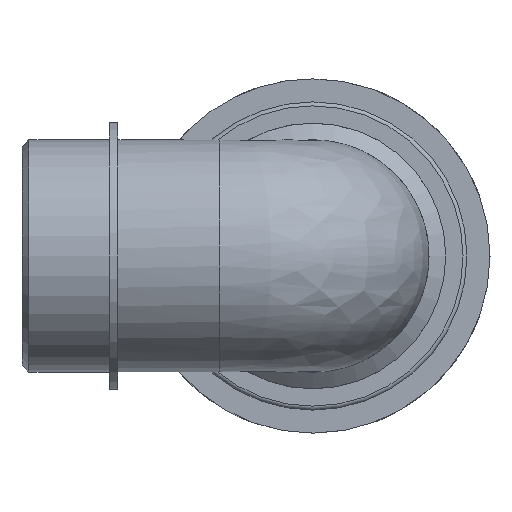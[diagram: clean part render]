
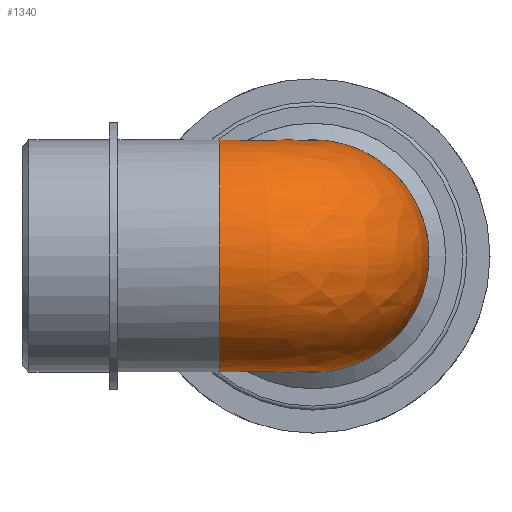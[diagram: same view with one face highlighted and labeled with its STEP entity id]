
A CAD part, left-side view. The second image highlights one B-rep face of the part: STEP entity #1340.
In plain terms, the highlighted free-form (B-spline) face has degree [2, 2] with [9, 3] control points.
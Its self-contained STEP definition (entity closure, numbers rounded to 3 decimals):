
#24=(
BOUNDED_SURFACE()
B_SPLINE_SURFACE(2,2,((#2199,#2200,#2201),(#2202,#2203,#2204),(#2205,#2206,
#2207),(#2208,#2209,#2210),(#2211,#2212,#2213),(#2214,#2215,#2216),(#2217,
#2218,#2219),(#2220,#2221,#2222),(#2223,#2224,#2225)),.UNSPECIFIED.,.F.,
 .F.,.F.)
B_SPLINE_SURFACE_WITH_KNOTS((3,2,2,2,3),(3,3),(-2.498,-1.249,
0.,1.249,2.498),(-3.142,-1.571),
 .UNSPECIFIED.)
GEOMETRIC_REPRESENTATION_ITEM()
RATIONAL_B_SPLINE_SURFACE(((1.,0.707,1.),(0.811,
0.574,0.811),(1.,0.707,1.),(0.811,
0.574,0.811),(1.,0.707,1.),(0.811,
0.574,0.811),(1.,0.707,1.),(0.811,
0.574,0.811),(1.,0.707,1.)))
REPRESENTATION_ITEM('')
SURFACE()
);
#135=FACE_OUTER_BOUND('',#222,.T.);
#222=EDGE_LOOP('',(#1026,#1027));
#330=CIRCLE('',#1450,43.942);
#333=CIRCLE('',#1455,43.942);
#649=VERTEX_POINT('',#2189);
#650=VERTEX_POINT('',#2191);
#804=EDGE_CURVE('',#649,#650,#330,.T.);
#808=EDGE_CURVE('',#649,#650,#333,.T.);
#1026=ORIENTED_EDGE('',*,*,#808,.T.);
#1027=ORIENTED_EDGE('',*,*,#804,.F.);
#1340=ADVANCED_FACE('',(#135),#24,.F.);
#1450=AXIS2_PLACEMENT_3D('',#2192,#1731,#1732);
#1455=AXIS2_PLACEMENT_3D('',#2226,#1741,#1742);
#1731=DIRECTION('center_axis',(1.,0.,0.));
#1732=DIRECTION('ref_axis',(0.,-1.,0.));
#1741=DIRECTION('center_axis',(0.,-1.,0.));
#1742=DIRECTION('ref_axis',(-1.,0.,0.));
#2189=CARTESIAN_POINT('',(35.154,35.154,26.365));
#2191=CARTESIAN_POINT('',(35.154,35.154,-26.365));
#2192=CARTESIAN_POINT('Origin',(35.154,0.,0.));
#2199=CARTESIAN_POINT('Ctrl Pts',(35.154,35.154,-26.365));
#2200=CARTESIAN_POINT('Ctrl Pts',(35.154,35.154,-26.365));
#2201=CARTESIAN_POINT('Ctrl Pts',(35.154,35.154,-26.365));
#2202=CARTESIAN_POINT('Ctrl Pts',(16.151,35.154,-51.702));
#2203=CARTESIAN_POINT('Ctrl Pts',(16.151,16.151,-51.702));
#2204=CARTESIAN_POINT('Ctrl Pts',(35.154,16.151,-51.702));
#2205=CARTESIAN_POINT('Ctrl Pts',(-13.896,35.154,-41.687));
#2206=CARTESIAN_POINT('Ctrl Pts',(-13.896,-13.896,-41.687));
#2207=CARTESIAN_POINT('Ctrl Pts',(35.154,-13.896,-41.687));
#2208=CARTESIAN_POINT('Ctrl Pts',(-43.942,35.154,-31.672));
#2209=CARTESIAN_POINT('Ctrl Pts',(-43.942,-43.942,-31.672));
#2210=CARTESIAN_POINT('Ctrl Pts',(35.154,-43.942,-31.672));
#2211=CARTESIAN_POINT('Ctrl Pts',(-43.942,35.154,0.));
#2212=CARTESIAN_POINT('Ctrl Pts',(-43.942,-43.942,0.));
#2213=CARTESIAN_POINT('Ctrl Pts',(35.154,-43.942,0.));
#2214=CARTESIAN_POINT('Ctrl Pts',(-43.942,35.154,31.672));
#2215=CARTESIAN_POINT('Ctrl Pts',(-43.942,-43.942,31.672));
#2216=CARTESIAN_POINT('Ctrl Pts',(35.154,-43.942,31.672));
#2217=CARTESIAN_POINT('Ctrl Pts',(-13.896,35.154,41.687));
#2218=CARTESIAN_POINT('Ctrl Pts',(-13.896,-13.896,41.687));
#2219=CARTESIAN_POINT('Ctrl Pts',(35.154,-13.896,41.687));
#2220=CARTESIAN_POINT('Ctrl Pts',(16.151,35.154,51.702));
#2221=CARTESIAN_POINT('Ctrl Pts',(16.151,16.151,51.702));
#2222=CARTESIAN_POINT('Ctrl Pts',(35.154,16.151,51.702));
#2223=CARTESIAN_POINT('Ctrl Pts',(35.154,35.154,26.365));
#2224=CARTESIAN_POINT('Ctrl Pts',(35.154,35.154,26.365));
#2225=CARTESIAN_POINT('Ctrl Pts',(35.154,35.154,26.365));
#2226=CARTESIAN_POINT('Origin',(0.,35.154,0.));
